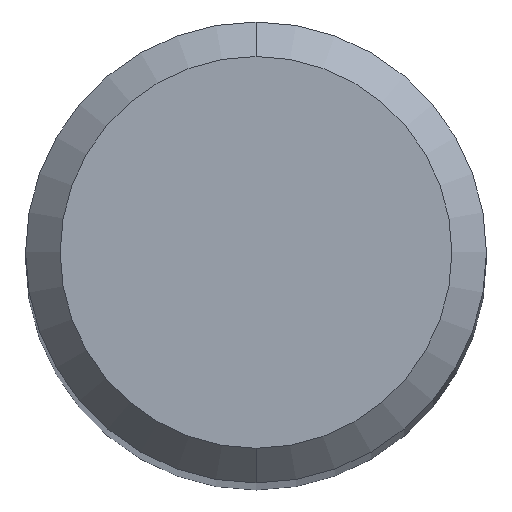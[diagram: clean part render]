
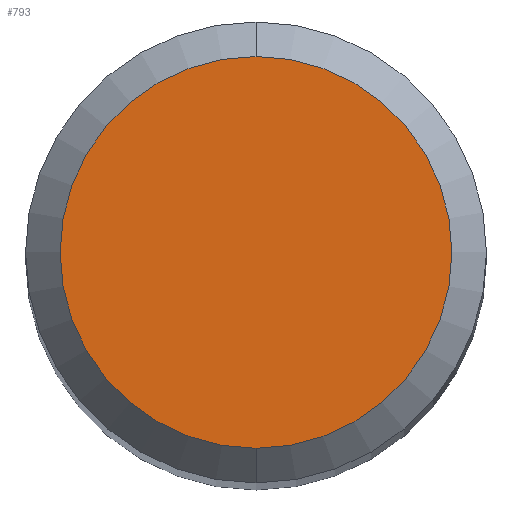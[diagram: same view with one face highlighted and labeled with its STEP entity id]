
A CAD part, top view. The second image highlights one B-rep face of the part: STEP entity #793.
In plain terms, the highlighted planar face has unit normal (0, 0, 1).
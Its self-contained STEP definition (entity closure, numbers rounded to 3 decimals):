
#553=VERTEX_POINT('',#1239);
#599=VERTEX_POINT('',#1286);
#737=EDGE_CURVE('',#599,#553,#1439,.T.);
#793=ADVANCED_FACE('',(#1497),#1498,.T.);
#947=EDGE_CURVE('',#553,#599,#1666,.T.);
#1239=CARTESIAN_POINT('',(0.0,1.7,0.0));
#1286=CARTESIAN_POINT('',(0.,-1.7,0.0));
#1439=CIRCLE('',#3141,1.7);
#1497=FACE_OUTER_BOUND('',#3328,.T.);
#1498=PLANE('',#3329);
#1666=CIRCLE('',#4011,1.7);
#3141=AXIS2_PLACEMENT_3D('',#4614,#4615,#4616);
#3328=EDGE_LOOP('',(#4661,#4662));
#3329=AXIS2_PLACEMENT_3D('',#4663,#4664,#4665);
#4011=AXIS2_PLACEMENT_3D('',#4861,#4862,#4863);
#4614=CARTESIAN_POINT('',(0.0,0.0,0.0));
#4615=DIRECTION('',(0.0,0.0,-1.0));
#4616=DIRECTION('',(0.0,1.0,0.0));
#4661=ORIENTED_EDGE('',*,*,#947,.F.);
#4662=ORIENTED_EDGE('',*,*,#737,.F.);
#4663=CARTESIAN_POINT('',(0.0,0.85,0.0));
#4664=DIRECTION('',(-0.0,0.0,1.0));
#4665=DIRECTION('',(0.0,-1.0,0.0));
#4861=CARTESIAN_POINT('',(0.0,0.0,0.0));
#4862=DIRECTION('',(0.0,0.0,-1.0));
#4863=DIRECTION('',(0.0,1.0,0.0));
